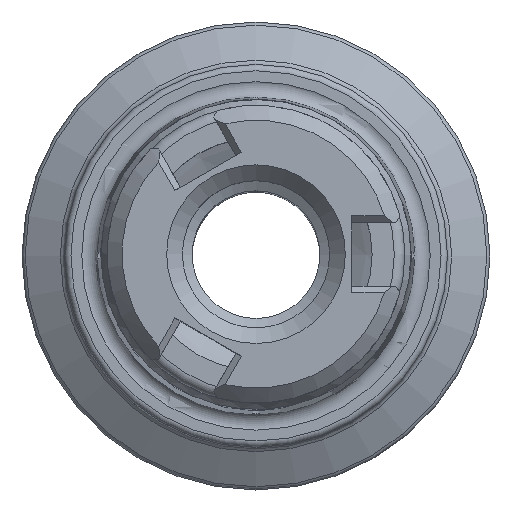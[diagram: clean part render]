
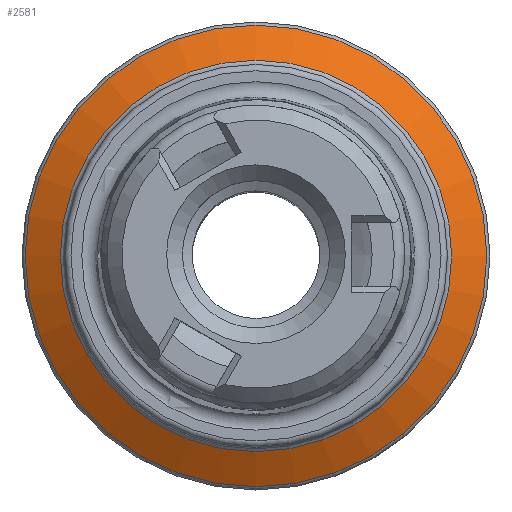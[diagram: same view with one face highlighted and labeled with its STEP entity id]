
A CAD part, top view. The second image highlights one B-rep face of the part: STEP entity #2581.
In plain terms, the highlighted conical face has half-angle 60 degrees and reference radius 9 mm.
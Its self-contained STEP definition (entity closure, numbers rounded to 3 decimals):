
#238=CONICAL_SURFACE('',#2724,9.,1.047);
#528=ORIENTED_EDGE('',*,*,#1017,.T.);
#529=ORIENTED_EDGE('',*,*,#1018,.T.);
#1017=EDGE_CURVE('',#1261,#1261,#1410,.T.);
#1018=EDGE_CURVE('',#1262,#1262,#1411,.T.);
#1261=VERTEX_POINT('',#3696);
#1262=VERTEX_POINT('',#3698);
#1410=CIRCLE('',#2725,10.85);
#1411=CIRCLE('',#2726,9.2);
#1498=EDGE_LOOP('',(#528));
#1499=EDGE_LOOP('',(#529));
#1644=FACE_BOUND('',#1498,.T.);
#1645=FACE_BOUND('',#1499,.T.);
#2581=ADVANCED_FACE('',(#1644,#1645),#238,.T.);
#2724=AXIS2_PLACEMENT_3D('',#3694,#2988,#2989);
#2725=AXIS2_PLACEMENT_3D('',#3695,#2990,#2991);
#2726=AXIS2_PLACEMENT_3D('',#3697,#2992,#2993);
#2988=DIRECTION('',(0.,0.,-1.));
#2989=DIRECTION('',(-1.,0.,0.));
#2990=DIRECTION('',(0.,0.,1.));
#2991=DIRECTION('',(1.,0.,0.));
#2992=DIRECTION('',(0.,0.,-1.));
#2993=DIRECTION('',(-1.,0.,0.));
#3694=CARTESIAN_POINT('',(0.,0.,3.));
#3695=CARTESIAN_POINT('',(0.,0.,1.932));
#3696=CARTESIAN_POINT('',(10.85,0.,1.932));
#3697=CARTESIAN_POINT('',(0.,0.,2.885));
#3698=CARTESIAN_POINT('',(-9.2,0.,2.885));
